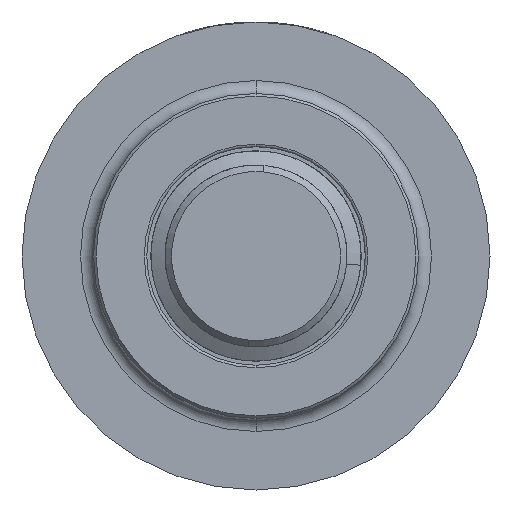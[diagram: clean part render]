
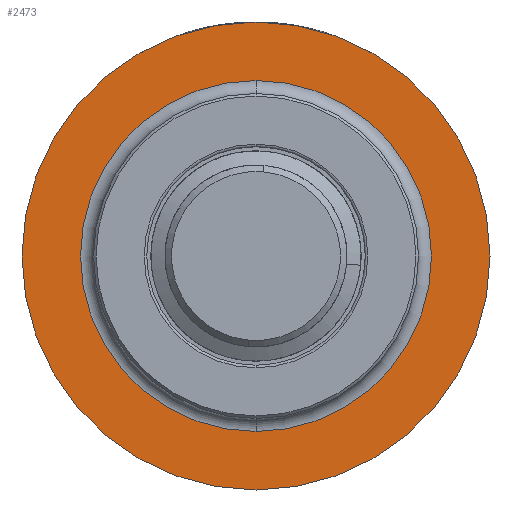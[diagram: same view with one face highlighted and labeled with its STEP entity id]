
A CAD part, front view. The second image highlights one B-rep face of the part: STEP entity #2473.
In plain terms, the highlighted planar face has unit normal (0, -1, 0).
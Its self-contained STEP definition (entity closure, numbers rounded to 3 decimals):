
#50 = CARTESIAN_POINT ( 'NONE',  ( 13.5, 4.42, 0. ) ) ;
#94 = DIRECTION ( 'NONE',  ( 0., -1., 0. ) ) ;
#100 = EDGE_CURVE ( 'NONE', #1182, #320, #7651, .T. ) ;
#213 = CARTESIAN_POINT ( 'NONE',  ( 0., 4.42, 18. ) ) ;
#320 = VERTEX_POINT ( 'NONE', #3680 ) ;
#1117 = DIRECTION ( 'NONE',  ( 0., 0., -1. ) ) ;
#1128 = AXIS2_PLACEMENT_3D ( 'NONE', #3706, #7479, #1117 ) ;
#1182 = VERTEX_POINT ( 'NONE', #213 ) ;
#1506 = DIRECTION ( 'NONE',  ( 0., 0., -1. ) ) ;
#1518 = ORIENTED_EDGE ( 'NONE', *, *, #7283, .F. ) ;
#1528 = AXIS2_PLACEMENT_3D ( 'NONE', #5859, #2799, #1506 ) ;
#1657 = EDGE_LOOP ( 'NONE', ( #6834, #2447 ) ) ;
#1659 = DIRECTION ( 'NONE',  ( 0., -1., 0. ) ) ;
#1746 = DIRECTION ( 'NONE',  ( 0., -1., 0. ) ) ;
#2022 = CIRCLE ( 'NONE', #5262, 18. ) ;
#2415 = FACE_OUTER_BOUND ( 'NONE', #1657, .T. ) ;
#2447 = ORIENTED_EDGE ( 'NONE', *, *, #100, .T. ) ;
#2473 = ADVANCED_FACE ( 'NONE', ( #2415, #4715 ), #6280, .T. ) ;
#2713 = AXIS2_PLACEMENT_3D ( 'NONE', #3809, #94, #5123 ) ;
#2725 = EDGE_CURVE ( 'NONE', #320, #1182, #2022, .T. ) ;
#2743 = CARTESIAN_POINT ( 'NONE',  ( 0., 4.42, 13.5 ) ) ;
#2799 = DIRECTION ( 'NONE',  ( 0., -1., 0. ) ) ;
#2955 = CIRCLE ( 'NONE', #1128, 13.5 ) ;
#3158 = DIRECTION ( 'NONE',  ( 0., 0., -1. ) ) ;
#3475 = EDGE_CURVE ( 'NONE', #7666, #3581, #7433, .T. ) ;
#3581 = VERTEX_POINT ( 'NONE', #2743 ) ;
#3680 = CARTESIAN_POINT ( 'NONE',  ( 0., 4.42, -18. ) ) ;
#3706 = CARTESIAN_POINT ( 'NONE',  ( 0., 4.42, 0. ) ) ;
#3809 = CARTESIAN_POINT ( 'NONE',  ( 0., 4.42, 0. ) ) ;
#4086 = AXIS2_PLACEMENT_3D ( 'NONE', #50, #1746, #3158 ) ;
#4715 = FACE_BOUND ( 'NONE', #7118, .T. ) ;
#5123 = DIRECTION ( 'NONE',  ( 0., 0., -1. ) ) ;
#5262 = AXIS2_PLACEMENT_3D ( 'NONE', #5431, #1659, #7298 ) ;
#5431 = CARTESIAN_POINT ( 'NONE',  ( 0., 4.42, 0. ) ) ;
#5859 = CARTESIAN_POINT ( 'NONE',  ( 0., 4.42, 0. ) ) ;
#6280 = PLANE ( 'NONE',  #4086 ) ;
#6500 = CARTESIAN_POINT ( 'NONE',  ( 0., 4.42, -13.5 ) ) ;
#6834 = ORIENTED_EDGE ( 'NONE', *, *, #2725, .T. ) ;
#7118 = EDGE_LOOP ( 'NONE', ( #7172, #1518 ) ) ;
#7172 = ORIENTED_EDGE ( 'NONE', *, *, #3475, .F. ) ;
#7283 = EDGE_CURVE ( 'NONE', #3581, #7666, #2955, .T. ) ;
#7298 = DIRECTION ( 'NONE',  ( 0., 0., -1. ) ) ;
#7433 = CIRCLE ( 'NONE', #2713, 13.5 ) ;
#7479 = DIRECTION ( 'NONE',  ( 0., -1., 0. ) ) ;
#7651 = CIRCLE ( 'NONE', #1528, 18. ) ;
#7666 = VERTEX_POINT ( 'NONE', #6500 ) ;
